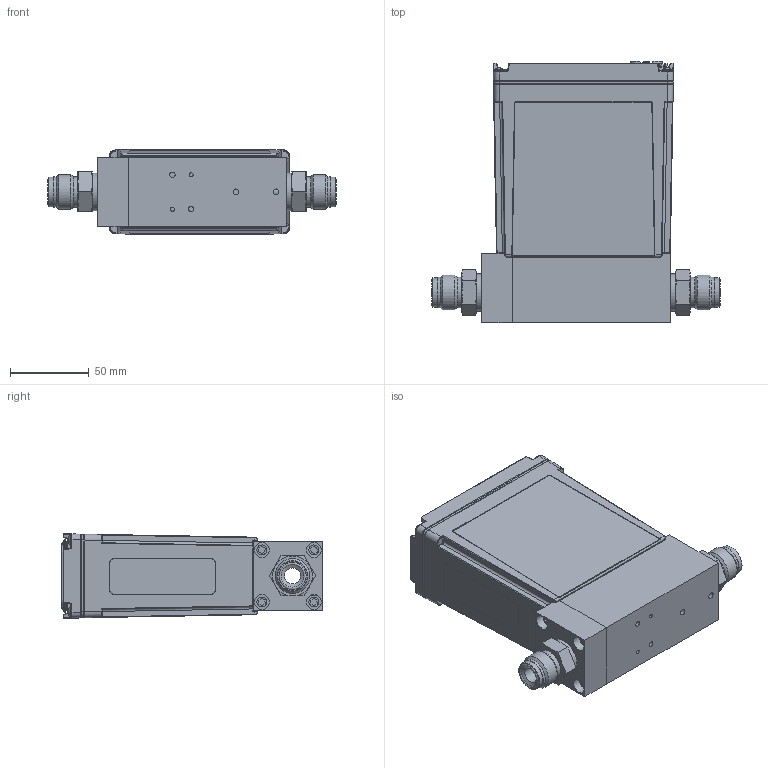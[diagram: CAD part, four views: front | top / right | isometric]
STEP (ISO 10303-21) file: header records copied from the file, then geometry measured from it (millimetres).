
FILE_DESCRIPTION (( 'STEP AP214' ), '1' );
FILE_NAME ('IE250-8VCR-15Pin-5VDC.STEP', '2016-01-14T15:05:29', ( 'MKS' ), ( 'MKS' ), 'SwSTEP 2.0', 'SolidWorks 2012', '' );
FILE_SCHEMA (( 'AUTOMOTIVE_DESIGN' ));
Length unit declared in the file: inch
Products named in the file (1): IE250-8VCR-15Pin-5VDC
Bounding box: 182.9 x 165.71 x 53.57 mm (x, y, z)
Surface area: 107049.7 mm2 (no closed solid volume)
Topology: 0 solids, 55 shells, 686 faces, 2328 edges, 1654 vertices
Faces by surface type: cylinder 265, plane 261, bspline 55, cone 52, torus 42, sphere 11
Full cylindrical faces by diameter (mm): 0.61 x15, 2.261 x2, 2.5 x2, 3.454 x2, 3.797 x2, 5.334 x1, 5.944 x3, 6.147 x4, 9.525 x4, 10.16 x2, 14.224 x1, 18.796 x2, 19.38 x4, 22.149 x2, 23.876 x2
Entity records: 35495 total; most frequent: CARTESIAN_POINT 7971, DIRECTION 3801, ORIENTED_EDGE 3325, EDGE_CURVE 2231, VERTEX_POINT 1644, AXIS2_PLACEMENT_3D 1387, LINE 1027, VECTOR 1027
